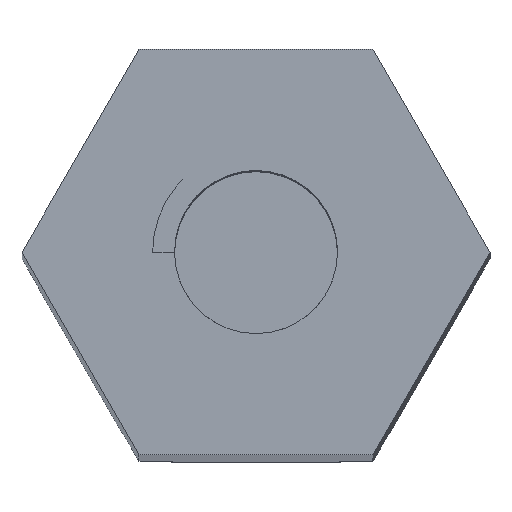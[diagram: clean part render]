
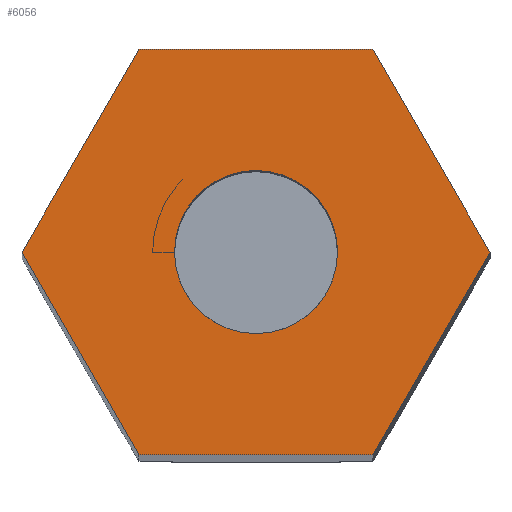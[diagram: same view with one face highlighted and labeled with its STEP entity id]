
A CAD part, top view. The second image highlights one B-rep face of the part: STEP entity #6056.
In plain terms, the highlighted planar face has unit normal (0, 0, 1).
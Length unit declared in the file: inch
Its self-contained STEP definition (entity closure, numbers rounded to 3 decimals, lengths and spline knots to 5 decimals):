
#55 = EDGE_CURVE ( 'NONE', #6836, #6326, #4569, .T. ) ;
#71 = VECTOR ( 'NONE', #3527, 39.37008 ) ;
#634 = DIRECTION ( 'NONE',  ( 1., 0., 0. ) ) ;
#690 = CIRCLE ( 'NONE', #3421, 0.1005 ) ;
#776 = ORIENTED_EDGE ( 'NONE', *, *, #1463, .T. ) ;
#1015 = DIRECTION ( 'NONE',  ( 0., 0., 1. ) ) ;
#1195 = VECTOR ( 'NONE', #5261, 39.37008 ) ;
#1302 = PLANE ( 'NONE',  #5300 ) ;
#1463 = EDGE_CURVE ( 'NONE', #4308, #2235, #3303, .T. ) ;
#1464 = VERTEX_POINT ( 'NONE', #3236 ) ;
#1554 = CARTESIAN_POINT ( 'NONE',  ( -0.28868, 0., 2.74 ) ) ;
#1560 = EDGE_CURVE ( 'NONE', #1464, #3609, #7370, .T. ) ;
#1713 = DIRECTION ( 'NONE',  ( 1., 0., 0. ) ) ;
#1775 = EDGE_LOOP ( 'NONE', ( #5144, #2041 ) ) ;
#1802 = DIRECTION ( 'NONE',  ( 0.5, 0.866, 0. ) ) ;
#2041 = ORIENTED_EDGE ( 'NONE', *, *, #1560, .F. ) ;
#2235 = VERTEX_POINT ( 'NONE', #6217 ) ;
#2267 = DIRECTION ( 'NONE',  ( -0.5, 0.866, 0. ) ) ;
#2440 = ORIENTED_EDGE ( 'NONE', *, *, #7021, .T. ) ;
#2537 = LINE ( 'NONE', #4846, #3906 ) ;
#2743 = CARTESIAN_POINT ( 'NONE',  ( 0.28868, 0., 2.74 ) ) ;
#2790 = VECTOR ( 'NONE', #3814, 39.37008 ) ;
#2915 = CARTESIAN_POINT ( 'NONE',  ( -0.14434, 0.25, 2.74 ) ) ;
#2928 = DIRECTION ( 'NONE',  ( 1., 0., 0. ) ) ;
#2951 = EDGE_CURVE ( 'NONE', #3609, #1464, #690, .T. ) ;
#2952 = VERTEX_POINT ( 'NONE', #6776 ) ;
#3124 = EDGE_CURVE ( 'NONE', #2235, #5976, #3504, .T. ) ;
#3236 = CARTESIAN_POINT ( 'NONE',  ( 0.1005, 0., 2.74 ) ) ;
#3303 = LINE ( 'NONE', #1554, #2790 ) ;
#3421 = AXIS2_PLACEMENT_3D ( 'NONE', #3959, #6340, #5062 ) ;
#3504 = LINE ( 'NONE', #5866, #5041 ) ;
#3507 = CARTESIAN_POINT ( 'NONE',  ( 0.14434, 0.25, 2.74 ) ) ;
#3527 = DIRECTION ( 'NONE',  ( -0.5, -0.866, 0. ) ) ;
#3541 = CARTESIAN_POINT ( 'NONE',  ( 0., 0., 2.74 ) ) ;
#3599 = CARTESIAN_POINT ( 'NONE',  ( 0., 0., 2.74 ) ) ;
#3609 = VERTEX_POINT ( 'NONE', #6075 ) ;
#3646 = EDGE_CURVE ( 'NONE', #5976, #6836, #2537, .T. ) ;
#3675 = FACE_BOUND ( 'NONE', #1775, .T. ) ;
#3814 = DIRECTION ( 'NONE',  ( 0.5, -0.866, 0. ) ) ;
#3906 = VECTOR ( 'NONE', #1802, 39.37008 ) ;
#3959 = CARTESIAN_POINT ( 'NONE',  ( 0., 0., 2.74 ) ) ;
#4092 = LINE ( 'NONE', #3507, #1195 ) ;
#4114 = LINE ( 'NONE', #2915, #71 ) ;
#4308 = VERTEX_POINT ( 'NONE', #7141 ) ;
#4546 = EDGE_LOOP ( 'NONE', ( #5331, #6754, #7180, #7182, #2440, #776 ) ) ;
#4569 = LINE ( 'NONE', #7581, #5884 ) ;
#4815 = EDGE_CURVE ( 'NONE', #6326, #2952, #4092, .T. ) ;
#4822 = CARTESIAN_POINT ( 'NONE',  ( 0.14434, -0.25, 2.74 ) ) ;
#4846 = CARTESIAN_POINT ( 'NONE',  ( 0.14434, -0.25, 2.74 ) ) ;
#4857 = FACE_OUTER_BOUND ( 'NONE', #4546, .T. ) ;
#5041 = VECTOR ( 'NONE', #2928, 39.37008 ) ;
#5062 = DIRECTION ( 'NONE',  ( 1., 0., 0. ) ) ;
#5144 = ORIENTED_EDGE ( 'NONE', *, *, #2951, .F. ) ;
#5261 = DIRECTION ( 'NONE',  ( -1., 0., 0. ) ) ;
#5300 = AXIS2_PLACEMENT_3D ( 'NONE', #3599, #7210, #634 ) ;
#5331 = ORIENTED_EDGE ( 'NONE', *, *, #3124, .T. ) ;
#5866 = CARTESIAN_POINT ( 'NONE',  ( -0.14434, -0.25, 2.74 ) ) ;
#5884 = VECTOR ( 'NONE', #2267, 39.37008 ) ;
#5976 = VERTEX_POINT ( 'NONE', #4822 ) ;
#6056 = ADVANCED_FACE ( 'NONE', ( #3675, #4857 ), #1302, .T. ) ;
#6075 = CARTESIAN_POINT ( 'NONE',  ( -0.1005, 0., 2.74 ) ) ;
#6095 = CARTESIAN_POINT ( 'NONE',  ( 0.14434, 0.25, 2.74 ) ) ;
#6217 = CARTESIAN_POINT ( 'NONE',  ( -0.14434, -0.25, 2.74 ) ) ;
#6326 = VERTEX_POINT ( 'NONE', #6095 ) ;
#6340 = DIRECTION ( 'NONE',  ( 0., 0., 1. ) ) ;
#6754 = ORIENTED_EDGE ( 'NONE', *, *, #3646, .T. ) ;
#6776 = CARTESIAN_POINT ( 'NONE',  ( -0.14434, 0.25, 2.74 ) ) ;
#6836 = VERTEX_POINT ( 'NONE', #2743 ) ;
#7006 = AXIS2_PLACEMENT_3D ( 'NONE', #3541, #1015, #1713 ) ;
#7021 = EDGE_CURVE ( 'NONE', #2952, #4308, #4114, .T. ) ;
#7141 = CARTESIAN_POINT ( 'NONE',  ( -0.28868, 0., 2.74 ) ) ;
#7180 = ORIENTED_EDGE ( 'NONE', *, *, #55, .T. ) ;
#7182 = ORIENTED_EDGE ( 'NONE', *, *, #4815, .T. ) ;
#7210 = DIRECTION ( 'NONE',  ( 0., 0., 1. ) ) ;
#7370 = CIRCLE ( 'NONE', #7006, 0.1005 ) ;
#7581 = CARTESIAN_POINT ( 'NONE',  ( 0.28868, 0., 2.74 ) ) ;
